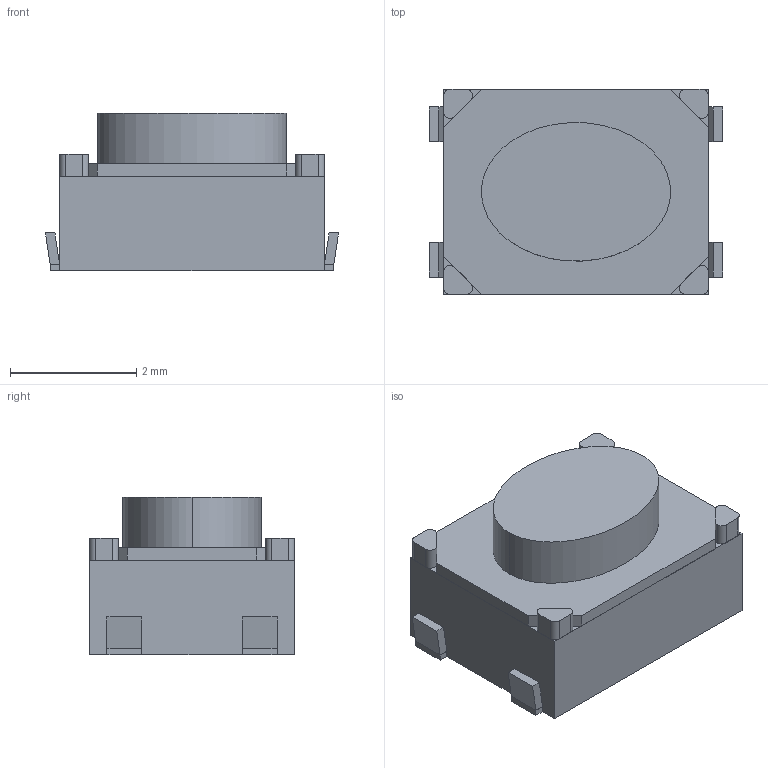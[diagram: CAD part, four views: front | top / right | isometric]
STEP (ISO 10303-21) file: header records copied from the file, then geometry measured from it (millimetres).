
FILE_DESCRIPTION (( 'STEP AP214' ), '1' );
FILE_NAME ('KEY-SMD_4P-L4.2-W3.25-P2.15-TL.step', '2022-07-02T15:01:40', ( '' ), ( '' ), 'SwSTEP 2.0', 'SolidWorks 2020', '' );
FILE_SCHEMA (( 'AUTOMOTIVE_DESIGN' ));
Length unit declared in the file: millimetre
Products named in the file (1): KEY-SMD_4P-L4.2-W3.25-P2.15-TL
Bounding box: 4.65 x 3.25 x 2.5 mm (x, y, z)
Volume: 27.5 mm3; surface area: 99.3 mm2
Topology: 15 solids, 15 shells, 436 faces, 1113 edges, 742 vertices
Faces by surface type: plane 294, bspline 116, cylinder 26
Entity records: 18606 total; most frequent: CARTESIAN_POINT 4448, ORIENTED_EDGE 2226, DIRECTION 1571, EDGE_CURVE 1113, LINE 825, VECTOR 825, VERTEX_POINT 742, EDGE_LOOP 473
